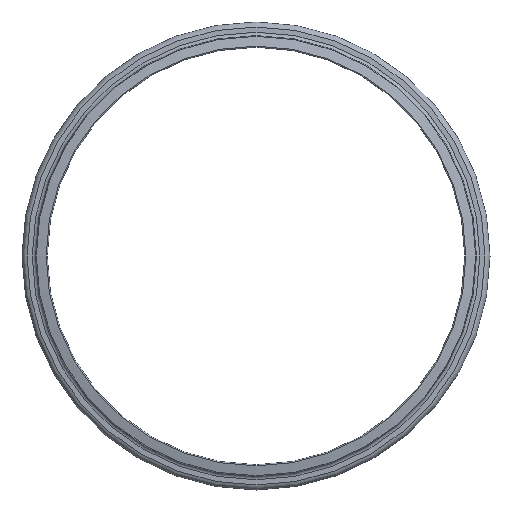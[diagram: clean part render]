
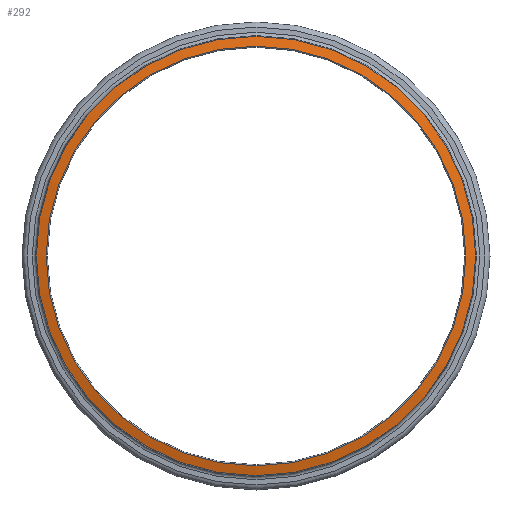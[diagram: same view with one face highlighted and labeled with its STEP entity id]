
A CAD part, front view. The second image highlights one B-rep face of the part: STEP entity #292.
In plain terms, the highlighted conical face has half-angle 76.942 degrees and reference radius 26.552 mm.
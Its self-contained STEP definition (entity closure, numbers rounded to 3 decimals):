
#28=LINE('',#517,#41);
#41=VECTOR('',#412,26.552);
#54=CONICAL_SURFACE('',#335,26.552,1.343);
#69=FACE_OUTER_BOUND('',#88,.T.);
#88=EDGE_LOOP('',(#224,#225,#226,#227,#228));
#107=CIRCLE('',#332,25.944);
#109=CIRCLE('',#334,25.944);
#110=CIRCLE('',#336,27.16);
#137=VERTEX_POINT('',#509);
#138=VERTEX_POINT('',#510);
#139=VERTEX_POINT('',#515);
#167=EDGE_CURVE('',#137,#138,#107,.T.);
#169=EDGE_CURVE('',#138,#137,#109,.T.);
#170=EDGE_CURVE('',#139,#139,#110,.T.);
#171=EDGE_CURVE('',#139,#138,#28,.T.);
#224=ORIENTED_EDGE('',*,*,#170,.F.);
#225=ORIENTED_EDGE('',*,*,#171,.T.);
#226=ORIENTED_EDGE('',*,*,#169,.T.);
#227=ORIENTED_EDGE('',*,*,#167,.T.);
#228=ORIENTED_EDGE('',*,*,#171,.F.);
#292=ADVANCED_FACE('',(#69),#54,.T.);
#332=AXIS2_PLACEMENT_3D('',#511,#402,#403);
#334=AXIS2_PLACEMENT_3D('',#513,#406,#407);
#335=AXIS2_PLACEMENT_3D('',#514,#408,#409);
#336=AXIS2_PLACEMENT_3D('',#516,#410,#411);
#402=DIRECTION('center_axis',(0.,1.,0.));
#403=DIRECTION('ref_axis',(1.,0.,0.));
#406=DIRECTION('center_axis',(0.,1.,0.));
#407=DIRECTION('ref_axis',(1.,0.,0.));
#408=DIRECTION('center_axis',(0.,1.,0.));
#409=DIRECTION('ref_axis',(-1.,0.,0.));
#410=DIRECTION('center_axis',(0.,1.,0.));
#411=DIRECTION('ref_axis',(1.,0.,0.));
#412=DIRECTION('',(-0.974,-0.226,0.));
#509=CARTESIAN_POINT('',(0.,-4.587,-25.944));
#510=CARTESIAN_POINT('',(25.944,-4.587,0.));
#511=CARTESIAN_POINT('Origin',(0.,-4.587,0.));
#513=CARTESIAN_POINT('Origin',(0.,-4.587,0.));
#514=CARTESIAN_POINT('Origin',(0.,-4.446,0.));
#515=CARTESIAN_POINT('',(27.16,-4.305,0.));
#516=CARTESIAN_POINT('Origin',(0.,-4.305,0.));
#517=CARTESIAN_POINT('',(26.552,-4.446,0.));
